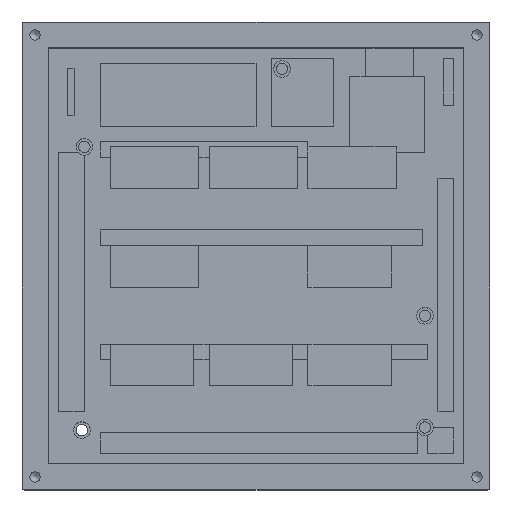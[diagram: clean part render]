
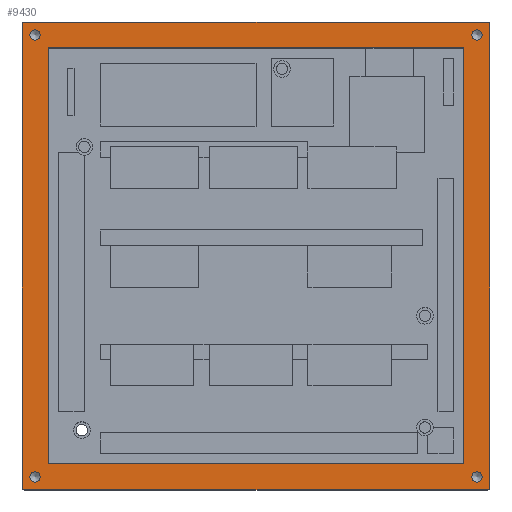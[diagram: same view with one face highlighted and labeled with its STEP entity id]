
A CAD part, top view. The second image highlights one B-rep face of the part: STEP entity #9430.
In plain terms, the highlighted planar face has unit normal (0, 0, 1).
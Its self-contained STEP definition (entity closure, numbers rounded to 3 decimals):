
#121=CIRCLE('',#9964,0.5);
#122=CIRCLE('',#9966,0.5);
#123=CIRCLE('',#9970,0.5);
#124=CIRCLE('',#9972,0.5);
#126=CIRCLE('',#9979,1.);
#128=CIRCLE('',#9983,1.);
#130=CIRCLE('',#9987,1.);
#132=CIRCLE('',#9991,1.);
#180=FACE_BOUND('',#1162,.T.);
#181=FACE_BOUND('',#1163,.T.);
#182=FACE_BOUND('',#1164,.T.);
#183=FACE_BOUND('',#1165,.T.);
#184=FACE_BOUND('',#1166,.T.);
#618=FACE_OUTER_BOUND('',#1161,.T.);
#1161=EDGE_LOOP('',(#8239,#8240,#8241,#8242,#8243,#8244,#8245,#8246));
#1162=EDGE_LOOP('',(#8247));
#1163=EDGE_LOOP('',(#8248));
#1164=EDGE_LOOP('',(#8249));
#1165=EDGE_LOOP('',(#8250));
#1166=EDGE_LOOP('',(#8251,#8252,#8253,#8254));
#2389=LINE('',#14846,#3646);
#2390=LINE('',#14848,#3647);
#2399=LINE('',#14887,#3656);
#2400=LINE('',#14888,#3657);
#2401=LINE('',#14891,#3658);
#2402=LINE('',#14893,#3659);
#2403=LINE('',#14895,#3660);
#2404=LINE('',#14896,#3661);
#3646=VECTOR('',#12143,10.);
#3647=VECTOR('',#12146,10.);
#3656=VECTOR('',#12191,10.);
#3657=VECTOR('',#12192,10.);
#3658=VECTOR('',#12193,10.);
#3659=VECTOR('',#12194,10.);
#3660=VECTOR('',#12195,10.);
#3661=VECTOR('',#12196,10.);
#4552=VERTEX_POINT('',#14818);
#4553=VERTEX_POINT('',#14819);
#4554=VERTEX_POINT('',#14824);
#4555=VERTEX_POINT('',#14825);
#4556=VERTEX_POINT('',#14834);
#4557=VERTEX_POINT('',#14835);
#4558=VERTEX_POINT('',#14840);
#4559=VERTEX_POINT('',#14841);
#4562=VERTEX_POINT('',#14856);
#4565=VERTEX_POINT('',#14865);
#4568=VERTEX_POINT('',#14874);
#4571=VERTEX_POINT('',#14883);
#4572=VERTEX_POINT('',#14889);
#4573=VERTEX_POINT('',#14890);
#4574=VERTEX_POINT('',#14892);
#4575=VERTEX_POINT('',#14894);
#5797=EDGE_CURVE('',#4552,#4553,#121,.T.);
#5800=EDGE_CURVE('',#4554,#4555,#122,.T.);
#5805=EDGE_CURVE('',#4556,#4557,#123,.T.);
#5808=EDGE_CURVE('',#4558,#4559,#124,.T.);
#5811=EDGE_CURVE('',#4557,#4552,#2389,.T.);
#5812=EDGE_CURVE('',#4559,#4556,#2390,.T.);
#5815=EDGE_CURVE('',#4562,#4562,#126,.T.);
#5819=EDGE_CURVE('',#4565,#4565,#128,.T.);
#5823=EDGE_CURVE('',#4568,#4568,#130,.T.);
#5827=EDGE_CURVE('',#4571,#4571,#132,.T.);
#5829=EDGE_CURVE('',#4555,#4558,#2399,.T.);
#5830=EDGE_CURVE('',#4553,#4554,#2400,.T.);
#5831=EDGE_CURVE('',#4572,#4573,#2401,.T.);
#5832=EDGE_CURVE('',#4574,#4572,#2402,.T.);
#5833=EDGE_CURVE('',#4575,#4574,#2403,.T.);
#5834=EDGE_CURVE('',#4573,#4575,#2404,.T.);
#8239=ORIENTED_EDGE('',*,*,#5797,.F.);
#8240=ORIENTED_EDGE('',*,*,#5811,.F.);
#8241=ORIENTED_EDGE('',*,*,#5805,.F.);
#8242=ORIENTED_EDGE('',*,*,#5812,.F.);
#8243=ORIENTED_EDGE('',*,*,#5808,.F.);
#8244=ORIENTED_EDGE('',*,*,#5829,.F.);
#8245=ORIENTED_EDGE('',*,*,#5800,.F.);
#8246=ORIENTED_EDGE('',*,*,#5830,.F.);
#8247=ORIENTED_EDGE('',*,*,#5815,.T.);
#8248=ORIENTED_EDGE('',*,*,#5819,.T.);
#8249=ORIENTED_EDGE('',*,*,#5823,.T.);
#8250=ORIENTED_EDGE('',*,*,#5827,.T.);
#8251=ORIENTED_EDGE('',*,*,#5831,.F.);
#8252=ORIENTED_EDGE('',*,*,#5832,.F.);
#8253=ORIENTED_EDGE('',*,*,#5833,.F.);
#8254=ORIENTED_EDGE('',*,*,#5834,.F.);
#8934=PLANE('',#9992);
#9430=ADVANCED_FACE('',(#618,#180,#181,#182,#183,#184),#8934,.F.);
#9964=AXIS2_PLACEMENT_3D('',#14820,#12113,#12114);
#9966=AXIS2_PLACEMENT_3D('',#14826,#12119,#12120);
#9970=AXIS2_PLACEMENT_3D('',#14836,#12131,#12132);
#9972=AXIS2_PLACEMENT_3D('',#14842,#12137,#12138);
#9979=AXIS2_PLACEMENT_3D('',#14857,#12156,#12157);
#9983=AXIS2_PLACEMENT_3D('',#14866,#12166,#12167);
#9987=AXIS2_PLACEMENT_3D('',#14875,#12176,#12177);
#9991=AXIS2_PLACEMENT_3D('',#14884,#12186,#12187);
#9992=AXIS2_PLACEMENT_3D('',#14886,#12189,#12190);
#12113=DIRECTION('center_axis',(0.,0.,-1.));
#12114=DIRECTION('ref_axis',(-0.707,-0.707,0.));
#12119=DIRECTION('center_axis',(0.,0.,-1.));
#12120=DIRECTION('ref_axis',(-0.707,0.707,0.));
#12131=DIRECTION('center_axis',(0.,0.,-1.));
#12132=DIRECTION('ref_axis',(0.707,-0.707,0.));
#12137=DIRECTION('center_axis',(0.,0.,-1.));
#12138=DIRECTION('ref_axis',(0.707,0.707,0.));
#12143=DIRECTION('',(-1.,0.,0.));
#12146=DIRECTION('',(0.,-1.,0.));
#12156=DIRECTION('center_axis',(0.,0.,-1.));
#12157=DIRECTION('ref_axis',(1.,0.,0.));
#12166=DIRECTION('center_axis',(0.,0.,-1.));
#12167=DIRECTION('ref_axis',(1.,0.,0.));
#12176=DIRECTION('center_axis',(0.,0.,-1.));
#12177=DIRECTION('ref_axis',(1.,0.,0.));
#12186=DIRECTION('center_axis',(0.,0.,-1.));
#12187=DIRECTION('ref_axis',(1.,0.,0.));
#12189=DIRECTION('center_axis',(0.,0.,-1.));
#12190=DIRECTION('ref_axis',(-1.,0.,0.));
#12191=DIRECTION('',(1.,0.,0.));
#12192=DIRECTION('',(0.,1.,0.));
#12193=DIRECTION('',(0.,1.,0.));
#12194=DIRECTION('',(1.,0.,0.));
#12195=DIRECTION('',(0.,-1.,0.));
#12196=DIRECTION('',(-1.,0.,0.));
#14818=CARTESIAN_POINT('',(-4.5,-5.,11.));
#14819=CARTESIAN_POINT('',(-5.,-4.5,11.));
#14820=CARTESIAN_POINT('Origin',(-4.5,-4.5,11.));
#14824=CARTESIAN_POINT('',(-5.,84.5,11.));
#14825=CARTESIAN_POINT('',(-4.5,85.,11.));
#14826=CARTESIAN_POINT('Origin',(-4.5,84.5,11.));
#14834=CARTESIAN_POINT('',(85.,-4.5,11.));
#14835=CARTESIAN_POINT('',(84.5,-5.,11.));
#14836=CARTESIAN_POINT('Origin',(84.5,-4.5,11.));
#14840=CARTESIAN_POINT('',(84.5,85.,11.));
#14841=CARTESIAN_POINT('',(85.,84.5,11.));
#14842=CARTESIAN_POINT('Origin',(84.5,84.5,11.));
#14846=CARTESIAN_POINT('',(17.5,-5.,11.));
#14848=CARTESIAN_POINT('',(85.,17.5,11.));
#14856=CARTESIAN_POINT('',(-3.5,-2.5,11.));
#14857=CARTESIAN_POINT('Origin',(-2.5,-2.5,11.));
#14865=CARTESIAN_POINT('',(-3.5,82.5,11.));
#14866=CARTESIAN_POINT('Origin',(-2.5,82.5,11.));
#14874=CARTESIAN_POINT('',(81.5,82.5,11.));
#14875=CARTESIAN_POINT('Origin',(82.5,82.5,11.));
#14883=CARTESIAN_POINT('',(81.5,-2.5,11.));
#14884=CARTESIAN_POINT('Origin',(82.5,-2.5,11.));
#14886=CARTESIAN_POINT('Origin',(40.,40.,11.));
#14887=CARTESIAN_POINT('',(62.5,85.,11.));
#14888=CARTESIAN_POINT('',(-5.,62.5,11.));
#14889=CARTESIAN_POINT('',(80.,0.,11.));
#14890=CARTESIAN_POINT('',(80.,80.,11.));
#14891=CARTESIAN_POINT('',(80.,60.,11.));
#14892=CARTESIAN_POINT('',(0.,0.,11.));
#14893=CARTESIAN_POINT('',(60.,0.,11.));
#14894=CARTESIAN_POINT('',(0.,80.,11.));
#14895=CARTESIAN_POINT('',(0.,20.,11.));
#14896=CARTESIAN_POINT('',(20.,80.,11.));
